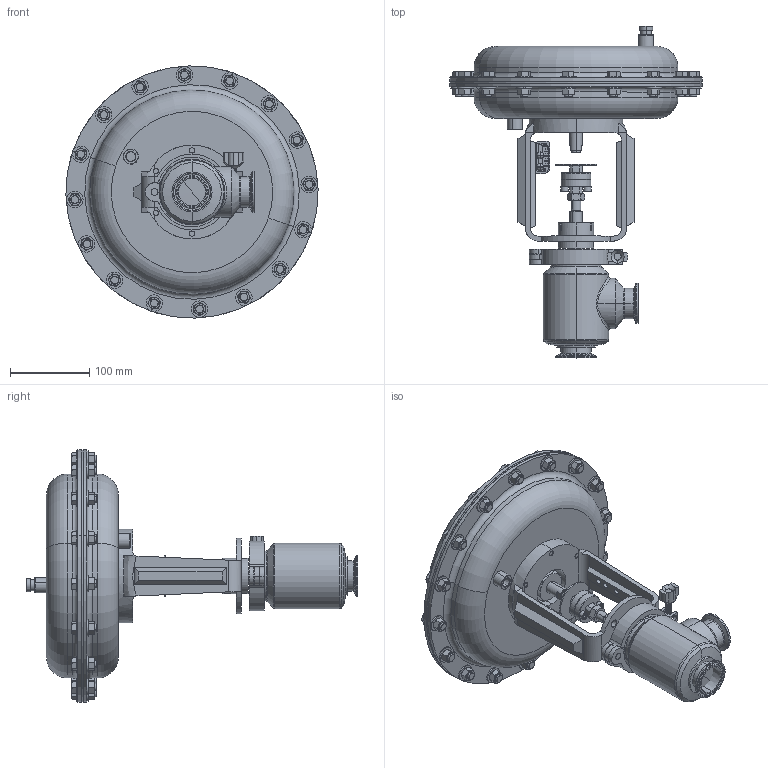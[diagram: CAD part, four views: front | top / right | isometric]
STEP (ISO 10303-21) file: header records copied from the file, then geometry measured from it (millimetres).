
FILE_DESCRIPTION (( 'STEP AP203' ), '1' );
FILE_NAME ('FBCVSP-150-OR.STEP', '2020-04-29T11:05:51', ( '' ), ( '' ), 'SwSTEP 2.0', 'SolidWorks 2018', '' );
FILE_SCHEMA (( 'CONFIG_CONTROL_DESIGN' ));
Length unit declared in the file: inch
Products named in the file (1): FBCVSP-150-OR
Bounding box: 317.42 x 417.75 x 317.42 mm (x, y, z)
Surface area: 507103.8 mm2 (no closed solid volume)
Topology: 0 solids, 129 shells, 1234 faces, 3610 edges, 2449 vertices
Faces by surface type: plane 428, cone 428, cylinder 326, torus 44, bspline 4, sphere 4
Entity records: 49963 total; most frequent: CARTESIAN_POINT 18154, DIRECTION 6617, ORIENTED_EDGE 5990, EDGE_CURVE 3608, AXIS2_PLACEMENT_3D 2669, VERTEX_POINT 2449, EDGE_LOOP 1469, CIRCLE 1438
